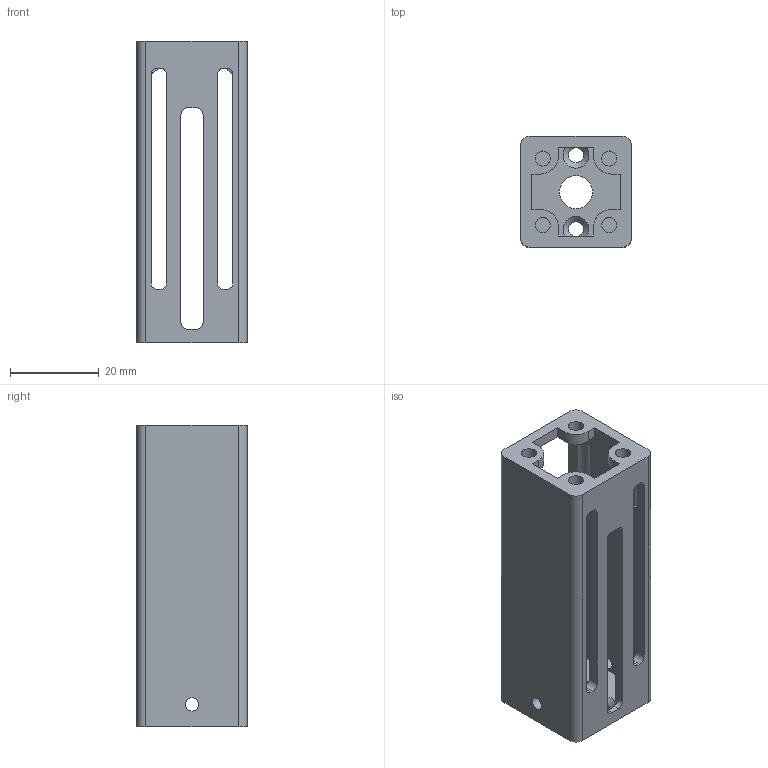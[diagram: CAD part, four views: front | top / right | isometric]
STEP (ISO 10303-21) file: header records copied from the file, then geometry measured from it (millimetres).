
FILE_DESCRIPTION(/* description */ (''),/* implementation_level */ '2;1');
FILE_NAME(/* name */ '58 - motor mount.stp',/* time_stamp */ '2023-01-17T11:01:54+01:00',/* author */ ('JN'),/* organization */ (''),/* preprocessor_version */ 'ST-DEVELOPER v18.1',/* originating_system */ 'Autodesk Inventor 2022',/* authorisation */ '');
FILE_SCHEMA (('AUTOMOTIVE_DESIGN { 1 0 10303 214 3 1 1 }'));
Length unit declared in the file: millimetre
Products named in the file (1): frame motor
Bounding box: 25 x 25 x 68 mm (x, y, z)
Volume: 11764.6 mm3; surface area: 10897.2 mm2
Topology: 1 solids, 1 shells, 97 faces, 301 edges, 198 vertices
Faces by surface type: plane 48, cylinder 41, cone 6, bspline 2
Full cylindrical faces by diameter (mm): 3 x2, 3.4 x6, 7.5 x1
Entity records: 3575 total; most frequent: CARTESIAN_POINT 834, ORIENTED_EDGE 602, DIRECTION 537, EDGE_CURVE 301, VERTEX_POINT 198, AXIS2_PLACEMENT_3D 184, LINE 169, VECTOR 169
